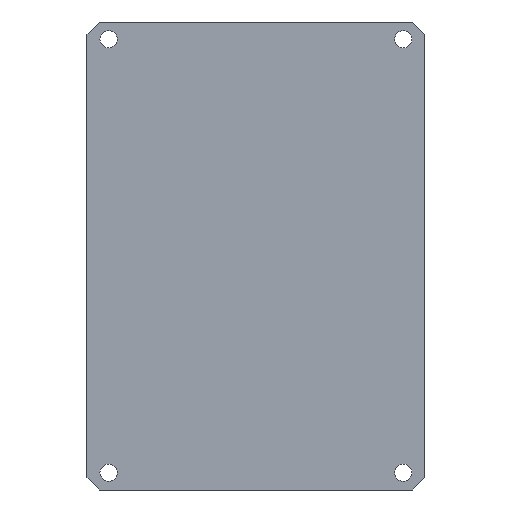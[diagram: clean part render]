
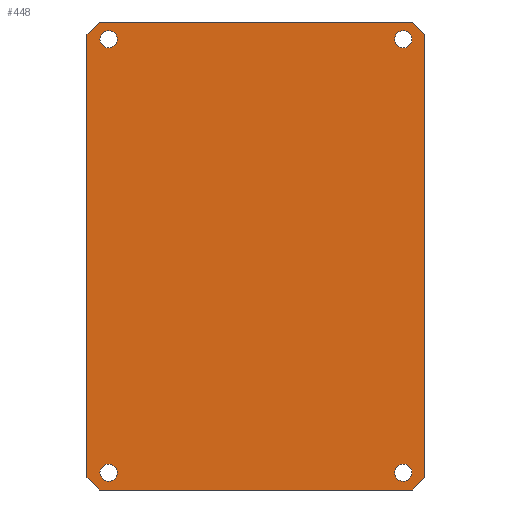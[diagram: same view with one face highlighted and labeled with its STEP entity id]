
A CAD part, front view. The second image highlights one B-rep face of the part: STEP entity #448.
In plain terms, the highlighted planar face has unit normal (0, -1, 0).
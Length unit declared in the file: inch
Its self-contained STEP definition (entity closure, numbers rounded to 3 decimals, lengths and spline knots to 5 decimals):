
#4 = CIRCLE ( 'NONE', #316, 0.125 ) ;
#12 = ORIENTED_EDGE ( 'NONE', *, *, #69, .T. ) ;
#13 = VERTEX_POINT ( 'NONE', #272 ) ;
#15 = EDGE_CURVE ( 'NONE', #168, #652, #605, .T. ) ;
#21 = DIRECTION ( 'NONE',  ( 0., 0., 1. ) ) ;
#22 = VERTEX_POINT ( 'NONE', #575 ) ;
#23 = CARTESIAN_POINT ( 'NONE',  ( -0.13491, -0.08661, 4.18343 ) ) ;
#32 = EDGE_CURVE ( 'NONE', #153, #586, #225, .T. ) ;
#35 = CARTESIAN_POINT ( 'NONE',  ( -0.13491, -0.08661, -1.81657 ) ) ;
#42 = CARTESIAN_POINT ( 'NONE',  ( -0.13491, -0.08661, -1.94157 ) ) ;
#43 = VERTEX_POINT ( 'NONE', #72 ) ;
#48 = CARTESIAN_POINT ( 'NONE',  ( 0.17759, -0.08661, 4.37843 ) ) ;
#49 = ORIENTED_EDGE ( 'NONE', *, *, #638, .F. ) ;
#56 = VERTEX_POINT ( 'NONE', #379 ) ;
#57 = VECTOR ( 'NONE', #569, 39.37008 ) ;
#59 = CIRCLE ( 'NONE', #419, 0.125 ) ;
#60 = DIRECTION ( 'NONE',  ( 0., 1., 0. ) ) ;
#63 = ORIENTED_EDGE ( 'NONE', *, *, #293, .F. ) ;
#65 = ORIENTED_EDGE ( 'NONE', *, *, #593, .T. ) ;
#66 = ORIENTED_EDGE ( 'NONE', *, *, #547, .F. ) ;
#69 = EDGE_CURVE ( 'NONE', #196, #586, #637, .T. ) ;
#71 = CARTESIAN_POINT ( 'NONE',  ( -0.13491, -0.08661, 4.30843 ) ) ;
#72 = CARTESIAN_POINT ( 'NONE',  ( -4.38491, -0.08661, -2.06657 ) ) ;
#81 = EDGE_CURVE ( 'NONE', #43, #369, #223, .T. ) ;
#82 = CARTESIAN_POINT ( 'NONE',  ( -4.60741, -0.08661, -2.10157 ) ) ;
#101 = ORIENTED_EDGE ( 'NONE', *, *, #479, .T. ) ;
#103 = DIRECTION ( 'NONE',  ( 0., 0., 1. ) ) ;
#110 = ORIENTED_EDGE ( 'NONE', *, *, #304, .T. ) ;
#112 = CARTESIAN_POINT ( 'NONE',  ( -4.69741, -0.08661, -2.19157 ) ) ;
#115 = EDGE_CURVE ( 'NONE', #146, #393, #59, .T. ) ;
#123 = DIRECTION ( 'NONE',  ( 0., 0., 1. ) ) ;
#127 = DIRECTION ( 'NONE',  ( 0., 1., 0. ) ) ;
#139 = EDGE_LOOP ( 'NONE', ( #420, #500 ) ) ;
#143 = CARTESIAN_POINT ( 'NONE',  ( 1.02509, -0.08661, 3.53093 ) ) ;
#145 = AXIS2_PLACEMENT_3D ( 'NONE', #315, #287, #436 ) ;
#146 = VERTEX_POINT ( 'NONE', #234 ) ;
#148 = EDGE_LOOP ( 'NONE', ( #434, #101 ) ) ;
#153 = VERTEX_POINT ( 'NONE', #387 ) ;
#158 = CARTESIAN_POINT ( 'NONE',  ( -0.13491, -0.08661, 4.30843 ) ) ;
#164 = CARTESIAN_POINT ( 'NONE',  ( -4.69741, -0.08661, 4.55843 ) ) ;
#168 = VERTEX_POINT ( 'NONE', #23 ) ;
#171 = EDGE_CURVE ( 'NONE', #153, #56, #629, .T. ) ;
#172 = DIRECTION ( 'NONE',  ( 0., 0., 1. ) ) ;
#180 = AXIS2_PLACEMENT_3D ( 'NONE', #71, #426, #123 ) ;
#189 = FACE_BOUND ( 'NONE', #148, .T. ) ;
#190 = DIRECTION ( 'NONE',  ( 0.707, 0., 0.707 ) ) ;
#192 = VERTEX_POINT ( 'NONE', #237 ) ;
#196 = VERTEX_POINT ( 'NONE', #437 ) ;
#205 = DIRECTION ( 'NONE',  ( 0., -1., 0. ) ) ;
#208 = CARTESIAN_POINT ( 'NONE',  ( -4.38491, -0.08661, 4.30843 ) ) ;
#214 = DIRECTION ( 'NONE',  ( 0., 0., 1. ) ) ;
#216 = CIRCLE ( 'NONE', #597, 0.125 ) ;
#219 = AXIS2_PLACEMENT_3D ( 'NONE', #427, #127, #484 ) ;
#223 = CIRCLE ( 'NONE', #219, 0.125 ) ;
#225 = LINE ( 'NONE', #478, #630 ) ;
#231 = VECTOR ( 'NONE', #190, 39.37008 ) ;
#234 = CARTESIAN_POINT ( 'NONE',  ( -4.38491, -0.08661, 4.43343 ) ) ;
#237 = CARTESIAN_POINT ( 'NONE',  ( 0.17759, -0.08661, -2.01157 ) ) ;
#242 = EDGE_CURVE ( 'NONE', #22, #192, #338, .T. ) ;
#244 = VECTOR ( 'NONE', #464, 39.37008 ) ;
#258 = DIRECTION ( 'NONE',  ( 0., 0., 1. ) ) ;
#259 = AXIS2_PLACEMENT_3D ( 'NONE', #513, #205, #559 ) ;
#266 = CARTESIAN_POINT ( 'NONE',  ( -0.13491, -0.08661, -2.06657 ) ) ;
#272 = CARTESIAN_POINT ( 'NONE',  ( -0.00241, -0.08661, 4.55843 ) ) ;
#276 = CARTESIAN_POINT ( 'NONE',  ( -7.98241, -0.08661, 1.09343 ) ) ;
#282 = EDGE_LOOP ( 'NONE', ( #65, #430 ) ) ;
#284 = CIRCLE ( 'NONE', #589, 0.125 ) ;
#287 = DIRECTION ( 'NONE',  ( 0., 1., 0. ) ) ;
#289 = CARTESIAN_POINT ( 'NONE',  ( 0.17759, -0.08661, 4.55843 ) ) ;
#293 = EDGE_CURVE ( 'NONE', #524, #192, #321, .T. ) ;
#296 = CARTESIAN_POINT ( 'NONE',  ( -4.38491, -0.08661, -1.81657 ) ) ;
#300 = AXIS2_PLACEMENT_3D ( 'NONE', #42, #405, #103 ) ;
#302 = FACE_OUTER_BOUND ( 'NONE', #402, .T. ) ;
#304 = EDGE_CURVE ( 'NONE', #524, #13, #625, .T. ) ;
#315 = CARTESIAN_POINT ( 'NONE',  ( -4.38491, -0.08661, -1.94157 ) ) ;
#316 = AXIS2_PLACEMENT_3D ( 'NONE', #158, #518, #214 ) ;
#318 = ORIENTED_EDGE ( 'NONE', *, *, #242, .T. ) ;
#321 = LINE ( 'NONE', #289, #486 ) ;
#324 = VERTEX_POINT ( 'NONE', #35 ) ;
#325 = DIRECTION ( 'NONE',  ( 0., 1., 0. ) ) ;
#338 = LINE ( 'NONE', #646, #231 ) ;
#339 = VECTOR ( 'NONE', #579, 39.37008 ) ;
#351 = PLANE ( 'NONE',  #259 ) ;
#368 = CARTESIAN_POINT ( 'NONE',  ( -0.13491, -0.08661, -1.94157 ) ) ;
#369 = VERTEX_POINT ( 'NONE', #296 ) ;
#379 = CARTESIAN_POINT ( 'NONE',  ( -4.51741, -0.08661, -2.19157 ) ) ;
#387 = CARTESIAN_POINT ( 'NONE',  ( -4.69741, -0.08661, -2.01157 ) ) ;
#393 = VERTEX_POINT ( 'NONE', #509 ) ;
#402 = EDGE_LOOP ( 'NONE', ( #49, #12, #440, #557, #66, #318, #63, #110 ) ) ;
#405 = DIRECTION ( 'NONE',  ( 0., 1., 0. ) ) ;
#417 = DIRECTION ( 'NONE',  ( 0., 0., 1. ) ) ;
#419 = AXIS2_PLACEMENT_3D ( 'NONE', #639, #325, #21 ) ;
#420 = ORIENTED_EDGE ( 'NONE', *, *, #528, .T. ) ;
#426 = DIRECTION ( 'NONE',  ( 0., 1., 0. ) ) ;
#427 = CARTESIAN_POINT ( 'NONE',  ( -4.38491, -0.08661, -1.94157 ) ) ;
#428 = EDGE_CURVE ( 'NONE', #622, #324, #477, .T. ) ;
#430 = ORIENTED_EDGE ( 'NONE', *, *, #428, .T. ) ;
#434 = ORIENTED_EDGE ( 'NONE', *, *, #115, .T. ) ;
#436 = DIRECTION ( 'NONE',  ( 0., 0., 1. ) ) ;
#437 = CARTESIAN_POINT ( 'NONE',  ( -4.51741, -0.08661, 4.55843 ) ) ;
#440 = ORIENTED_EDGE ( 'NONE', *, *, #32, .F. ) ;
#442 = FACE_BOUND ( 'NONE', #572, .T. ) ;
#448 = ADVANCED_FACE ( 'NONE', ( #189, #461, #574, #442, #302 ), #351, .T. ) ;
#459 = ORIENTED_EDGE ( 'NONE', *, *, #81, .T. ) ;
#461 = FACE_BOUND ( 'NONE', #139, .T. ) ;
#464 = DIRECTION ( 'NONE',  ( -1., 0., 0. ) ) ;
#467 = LINE ( 'NONE', #164, #57 ) ;
#477 = CIRCLE ( 'NONE', #300, 0.125 ) ;
#478 = CARTESIAN_POINT ( 'NONE',  ( -4.69741, -0.08661, 4.55843 ) ) ;
#479 = EDGE_CURVE ( 'NONE', #393, #146, #284, .T. ) ;
#482 = ORIENTED_EDGE ( 'NONE', *, *, #668, .T. ) ;
#484 = DIRECTION ( 'NONE',  ( 0., 0., 1. ) ) ;
#486 = VECTOR ( 'NONE', #654, 39.37008 ) ;
#500 = ORIENTED_EDGE ( 'NONE', *, *, #15, .T. ) ;
#504 = DIRECTION ( 'NONE',  ( -0.707, 0., 0.707 ) ) ;
#509 = CARTESIAN_POINT ( 'NONE',  ( -4.38491, -0.08661, 4.18343 ) ) ;
#512 = VECTOR ( 'NONE', #504, 39.37008 ) ;
#513 = CARTESIAN_POINT ( 'NONE',  ( -4.69741, -0.08661, -2.19157 ) ) ;
#518 = DIRECTION ( 'NONE',  ( 0., 1., 0. ) ) ;
#522 = CARTESIAN_POINT ( 'NONE',  ( -4.69741, -0.08661, 4.37843 ) ) ;
#524 = VERTEX_POINT ( 'NONE', #48 ) ;
#528 = EDGE_CURVE ( 'NONE', #652, #168, #4, .T. ) ;
#539 = DIRECTION ( 'NONE',  ( 0.707, 0., -0.707 ) ) ;
#547 = EDGE_CURVE ( 'NONE', #22, #56, #633, .T. ) ;
#557 = ORIENTED_EDGE ( 'NONE', *, *, #171, .T. ) ;
#559 = DIRECTION ( 'NONE',  ( 0., 0., -1. ) ) ;
#560 = DIRECTION ( 'NONE',  ( 0., 1., 0. ) ) ;
#561 = CARTESIAN_POINT ( 'NONE',  ( -0.13491, -0.08661, 4.43343 ) ) ;
#569 = DIRECTION ( 'NONE',  ( 1., 0., 0. ) ) ;
#572 = EDGE_LOOP ( 'NONE', ( #482, #459 ) ) ;
#574 = FACE_BOUND ( 'NONE', #282, .T. ) ;
#575 = CARTESIAN_POINT ( 'NONE',  ( -0.00241, -0.08661, -2.19157 ) ) ;
#579 = DIRECTION ( 'NONE',  ( -0.707, 0., -0.707 ) ) ;
#580 = CIRCLE ( 'NONE', #145, 0.125 ) ;
#586 = VERTEX_POINT ( 'NONE', #522 ) ;
#589 = AXIS2_PLACEMENT_3D ( 'NONE', #208, #560, #258 ) ;
#593 = EDGE_CURVE ( 'NONE', #324, #622, #216, .T. ) ;
#597 = AXIS2_PLACEMENT_3D ( 'NONE', #368, #60, #417 ) ;
#605 = CIRCLE ( 'NONE', #180, 0.125 ) ;
#614 = VECTOR ( 'NONE', #539, 39.37008 ) ;
#622 = VERTEX_POINT ( 'NONE', #266 ) ;
#625 = LINE ( 'NONE', #143, #512 ) ;
#629 = LINE ( 'NONE', #82, #614 ) ;
#630 = VECTOR ( 'NONE', #172, 39.37008 ) ;
#633 = LINE ( 'NONE', #112, #244 ) ;
#637 = LINE ( 'NONE', #276, #339 ) ;
#638 = EDGE_CURVE ( 'NONE', #196, #13, #467, .T. ) ;
#639 = CARTESIAN_POINT ( 'NONE',  ( -4.38491, -0.08661, 4.30843 ) ) ;
#646 = CARTESIAN_POINT ( 'NONE',  ( -2.34991, -0.08661, -4.53907 ) ) ;
#652 = VERTEX_POINT ( 'NONE', #561 ) ;
#654 = DIRECTION ( 'NONE',  ( 0., 0., -1. ) ) ;
#668 = EDGE_CURVE ( 'NONE', #369, #43, #580, .T. ) ;
